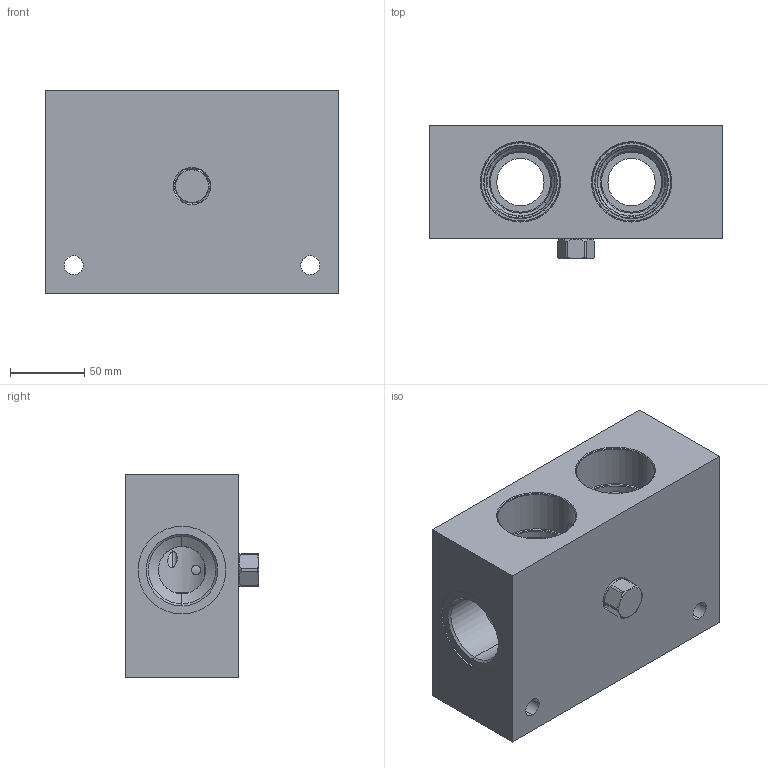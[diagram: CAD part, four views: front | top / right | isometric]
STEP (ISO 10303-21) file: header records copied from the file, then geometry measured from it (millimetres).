
FILE_DESCRIPTION((''),'2;1');
FILE_NAME('X7T_ASM','2019-09-12T',('ProEService'),(''),'PRO/ENGINEER BY PARAMETRIC TECHNOLOGY CORPORATION, 2014200','PRO/ENGINEER BY PARAMETRIC TECHNOLOGY CORPORATION, 2014200','');
FILE_SCHEMA(('CONFIG_CONTROL_DESIGN'));
Length unit declared in the file: inch
Products named in the file (3): 157-891-003; CSAABXN; X7T_ASM
Assembly tree (2 placements, depth 2):
  X7T_ASM
    157-891-003
    CSAABXN
Bounding box: 196.85 x 89.69 x 136.53 mm (x, y, z)
Volume: 1445924.3 mm3; surface area: 162758.1 mm2
Topology: 4 solids, 5 shells, 288 faces, 908 edges, 748 vertices
Faces by surface type: cylinder 126, cone 70, plane 42, torus 40, revolution 8, sphere 2
Entity records: 11788 total; most frequent: CARTESIAN_POINT 3796, DIRECTION 1757, ORIENTED_EDGE 1282, EDGE_CURVE 641, AXIS2_PLACEMENT_3D 640, VECTOR 469, LINE 469, VERTEX_POINT 384
